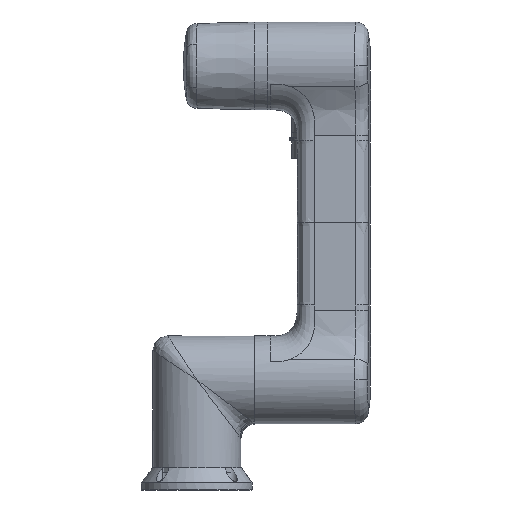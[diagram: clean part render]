
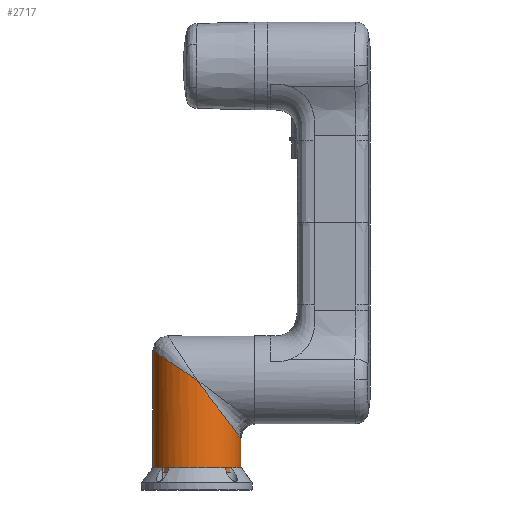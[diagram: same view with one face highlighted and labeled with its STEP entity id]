
A CAD part, front view. The second image highlights one B-rep face of the part: STEP entity #2717.
In plain terms, the highlighted cylindrical face has radius 59.5 mm (diameter 119 mm), a partial arc.
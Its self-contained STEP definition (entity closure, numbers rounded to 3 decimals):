
#2520=CARTESIAN_POINT('',(1.709,60.508,123.5));
#2521=CARTESIAN_POINT('',(4.887,60.508,125.627));
#2522=CARTESIAN_POINT('',(11.209,60.,129.799));
#2523=CARTESIAN_POINT('',(20.39,57.758,135.904));
#2524=CARTESIAN_POINT('',(28.934,54.178,141.573));
#2525=CARTESIAN_POINT('',(36.636,49.451,146.687));
#2526=CARTESIAN_POINT('',(43.338,43.811,151.136));
#2527=CARTESIAN_POINT('',(48.973,37.471,154.877));
#2528=CARTESIAN_POINT('',(53.515,30.641,157.893));
#2529=CARTESIAN_POINT('',(56.99,23.478,160.199));
#2530=CARTESIAN_POINT('',(59.439,16.082,161.822));
#2531=CARTESIAN_POINT('',(60.888,8.583,162.788));
#2532=CARTESIAN_POINT('',(61.209,3.525,163.));
#2533=CARTESIAN_POINT('',(61.209,1.008,163.));
#2535=CARTESIAN_POINT('',(-57.791,1.008,44.));
#2536=CARTESIAN_POINT('',(-57.791,2.874,44.));
#2537=CARTESIAN_POINT('',(-57.615,6.669,44.234));
#2538=CARTESIAN_POINT('',(-56.773,12.494,45.361));
#2539=CARTESIAN_POINT('',(-55.306,18.397,47.316));
#2540=CARTESIAN_POINT('',(-53.12,24.435,50.243));
#2541=CARTESIAN_POINT('',(-50.057,30.632,54.334));
#2542=CARTESIAN_POINT('',(-46.004,36.83,59.749));
#2543=CARTESIAN_POINT('',(-40.867,42.838,66.613));
#2544=CARTESIAN_POINT('',(-34.558,48.446,75.042));
#2545=CARTESIAN_POINT('',(-26.958,53.435,85.199));
#2546=CARTESIAN_POINT('',(-17.983,57.449,97.183));
#2547=CARTESIAN_POINT('',(-8.324,59.939,110.114));
#2548=CARTESIAN_POINT('',(-1.647,60.508,118.976));
#2549=CARTESIAN_POINT('',(1.709,60.508,123.5));
#2551=DIRECTION('',(0.,0.,-1.));
#2552=VECTOR('',#2551,164.5);
#2553=CARTESIAN_POINT('',(61.209,1.008,163.));
#2554=LINE('',#2553,#2552);
#2555=DIRECTION('',(0.,0.,1.));
#2556=VECTOR('',#2555,45.5);
#2557=CARTESIAN_POINT('',(-57.791,1.008,-1.5));
#2558=LINE('',#2557,#2556);
#2590=CARTESIAN_POINT('',(1.709,1.008,-1.5));
#2591=DIRECTION('',(0.,0.,-1.));
#2592=DIRECTION('',(-1.,0.,0.));
#2593=AXIS2_PLACEMENT_3D('',#2590,#2591,#2592);
#2666=CARTESIAN_POINT('',(1.709,60.508,123.5));
#2687=VERTEX_POINT('',#2666);
#2688=VERTEX_POINT('',#2533);
#2689=VERTEX_POINT('',#2535);
#2692=CARTESIAN_POINT('',(-57.791,1.008,-1.5));
#2693=CARTESIAN_POINT('',(61.209,1.008,-1.5));
#2694=VERTEX_POINT('',#2692);
#2695=VERTEX_POINT('',#2693);
#2700=CARTESIAN_POINT('',(1.709,1.008,183.));
#2701=DIRECTION('',(0.,0.,-1.));
#2702=DIRECTION('',(-1.,0.,0.));
#2703=AXIS2_PLACEMENT_3D('',#2700,#2701,#2702);
#2704=CYLINDRICAL_SURFACE('',#2703,59.5);
#2706=ORIENTED_EDGE('',*,*,#2705,.F.);
#2708=ORIENTED_EDGE('',*,*,#2707,.T.);
#2710=ORIENTED_EDGE('',*,*,#2709,.F.);
#2712=ORIENTED_EDGE('',*,*,#2711,.F.);
#2714=ORIENTED_EDGE('',*,*,#2713,.F.);
#2715=EDGE_LOOP('',(#2706,#2708,#2710,#2712,#2714));
#2716=FACE_OUTER_BOUND('',#2715,.F.);
#2717=ADVANCED_FACE('',(#2716),#2704,.T.);
#2534=B_SPLINE_CURVE_WITH_KNOTS('',3,(#2520,#2521,#2522,#2523,#2524,#2525,#2526,
#2527,#2528,#2529,#2530,#2531,#2532,#2533),.UNSPECIFIED.,.F.,.F.,(4,1,1,1,1,1,1,
1,1,1,1,4),(0.,0.091,0.182,0.273,
0.364,0.455,0.545,0.636,
0.727,0.818,0.909,1.),.UNSPECIFIED.);
#2550=B_SPLINE_CURVE_WITH_KNOTS('',3,(#2535,#2536,#2537,#2538,#2539,#2540,#2541,
#2542,#2543,#2544,#2545,#2546,#2547,#2548,#2549),.UNSPECIFIED.,.F.,.F.,(4,1,1,1,
1,1,1,1,1,1,1,1,4),(0.,0.083,0.167,0.25,
0.333,0.417,0.5,0.583,0.667,
0.75,0.833,0.917,1.),.UNSPECIFIED.);
#2594=CIRCLE('',#2593,59.5);
#2705=EDGE_CURVE('',#2694,#2689,#2558,.T.);
#2707=EDGE_CURVE('',#2694,#2695,#2594,.T.);
#2709=EDGE_CURVE('',#2688,#2695,#2554,.T.);
#2711=EDGE_CURVE('',#2687,#2688,#2534,.T.);
#2713=EDGE_CURVE('',#2689,#2687,#2550,.T.);
